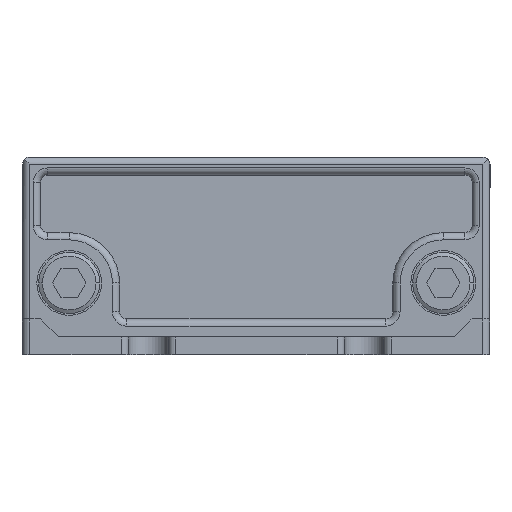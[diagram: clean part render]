
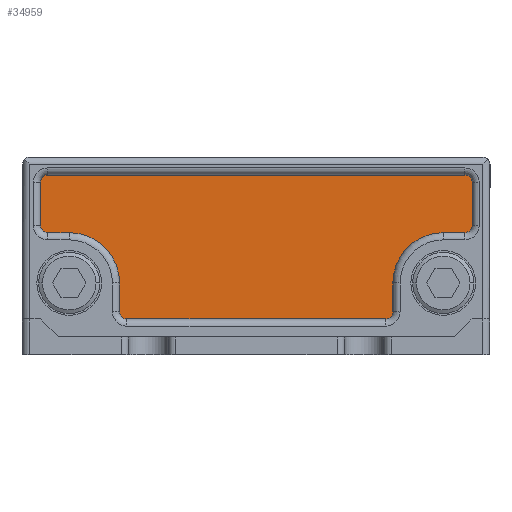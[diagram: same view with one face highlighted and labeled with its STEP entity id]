
A CAD part, left-side view. The second image highlights one B-rep face of the part: STEP entity #34959.
In plain terms, the highlighted planar face has unit normal (-1, 0, 0).
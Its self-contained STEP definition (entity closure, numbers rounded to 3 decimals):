
#34291=CARTESIAN_POINT('',(22.5,13.5,6.));
#34292=VERTEX_POINT('',#34291);
#34299=CARTESIAN_POINT('',(22.5,14.5,5.));
#34300=VERTEX_POINT('',#34299);
#34301=CARTESIAN_POINT('',(22.5,14.5,6.));
#34302=DIRECTION('',(-1.0,0.0,0.0));
#34303=DIRECTION('',(0.0,-1.0,0.0));
#34304=AXIS2_PLACEMENT_3D('',#34301,#34302,#34303);
#34305=CIRCLE('',#34304,1.0);
#34306=EDGE_CURVE('',#34300,#34292,#34305,.T.);
#34323=CARTESIAN_POINT('',(22.5,13.5,10.0));
#34324=VERTEX_POINT('',#34323);
#34331=CARTESIAN_POINT('',(22.5,13.5,10.0));
#34332=DIRECTION('',(0.0,0.0,-1.0));
#34333=VECTOR('',#34332,4.);
#34334=LINE('',#34331,#34333);
#34335=EDGE_CURVE('',#34324,#34292,#34334,.T.);
#34347=CARTESIAN_POINT('',(22.5,6.5,17.0));
#34348=VERTEX_POINT('',#34347);
#34355=CARTESIAN_POINT('',(22.5,6.5,10.0));
#34356=DIRECTION('',(-1.0,0.0,0.0));
#34357=DIRECTION('',(0.0,-1.0,0.0));
#34358=AXIS2_PLACEMENT_3D('',#34355,#34356,#34357);
#34359=CIRCLE('',#34358,7.0);
#34360=EDGE_CURVE('',#34348,#34324,#34359,.T.);
#34372=CARTESIAN_POINT('',(22.5,3.5,17.0));
#34373=VERTEX_POINT('',#34372);
#34380=CARTESIAN_POINT('',(22.5,6.5,17.0));
#34381=DIRECTION('',(0.0,-1.0,0.0));
#34382=VECTOR('',#34381,3.0);
#34383=LINE('',#34380,#34382);
#34384=EDGE_CURVE('',#34348,#34373,#34383,.T.);
#34396=CARTESIAN_POINT('',(22.5,2.5,18.0));
#34397=VERTEX_POINT('',#34396);
#34404=CARTESIAN_POINT('',(22.5,3.5,18.0));
#34405=DIRECTION('',(-1.0,0.0,0.0));
#34406=DIRECTION('',(0.0,-1.0,0.0));
#34407=AXIS2_PLACEMENT_3D('',#34404,#34405,#34406);
#34408=CIRCLE('',#34407,1.0);
#34409=EDGE_CURVE('',#34373,#34397,#34408,.T.);
#34421=CARTESIAN_POINT('',(22.5,2.5,24.));
#34422=VERTEX_POINT('',#34421);
#34429=CARTESIAN_POINT('',(22.5,2.5,24.));
#34430=DIRECTION('',(0.0,0.0,-1.0));
#34431=VECTOR('',#34430,6.0);
#34432=LINE('',#34429,#34431);
#34433=EDGE_CURVE('',#34422,#34397,#34432,.T.);
#34445=CARTESIAN_POINT('',(22.5,3.5,25.));
#34446=VERTEX_POINT('',#34445);
#34453=CARTESIAN_POINT('',(22.5,3.5,24.));
#34454=DIRECTION('',(-1.0,0.0,0.0));
#34455=DIRECTION('',(0.0,-1.0,0.0));
#34456=AXIS2_PLACEMENT_3D('',#34453,#34454,#34455);
#34457=CIRCLE('',#34456,1.0);
#34458=EDGE_CURVE('',#34422,#34446,#34457,.T.);
#34470=CARTESIAN_POINT('',(22.5,61.5,25.0));
#34471=VERTEX_POINT('',#34470);
#34478=CARTESIAN_POINT('',(22.5,61.5,25.0));
#34479=DIRECTION('',(0.0,-1.0,0.0));
#34480=VECTOR('',#34479,58.0);
#34481=LINE('',#34478,#34480);
#34482=EDGE_CURVE('',#34471,#34446,#34481,.T.);
#34754=CARTESIAN_POINT('',(22.5,50.5,5.));
#34755=VERTEX_POINT('',#34754);
#34756=CARTESIAN_POINT('',(22.5,50.5,5.));
#34757=DIRECTION('',(0.0,-1.0,0.0));
#34758=VECTOR('',#34757,36.0);
#34759=LINE('',#34756,#34758);
#34760=EDGE_CURVE('',#34755,#34300,#34759,.T.);
#34778=CARTESIAN_POINT('',(22.5,51.5,6.));
#34779=VERTEX_POINT('',#34778);
#34780=CARTESIAN_POINT('',(22.5,50.5,6.));
#34781=DIRECTION('',(-1.0,0.0,0.0));
#34782=DIRECTION('',(0.0,-1.0,0.0));
#34783=AXIS2_PLACEMENT_3D('',#34780,#34781,#34782);
#34784=CIRCLE('',#34783,1.0);
#34785=EDGE_CURVE('',#34779,#34755,#34784,.T.);
#34803=CARTESIAN_POINT('',(22.5,51.5,10.0));
#34804=VERTEX_POINT('',#34803);
#34805=CARTESIAN_POINT('',(22.5,51.5,10.0));
#34806=DIRECTION('',(0.0,0.0,-1.0));
#34807=VECTOR('',#34806,4.);
#34808=LINE('',#34805,#34807);
#34809=EDGE_CURVE('',#34804,#34779,#34808,.T.);
#34827=CARTESIAN_POINT('',(22.5,58.5,17.0));
#34828=VERTEX_POINT('',#34827);
#34829=CARTESIAN_POINT('',(22.5,58.5,10.0));
#34830=DIRECTION('',(-1.0,0.0,0.0));
#34831=DIRECTION('',(0.0,-1.0,0.0));
#34832=AXIS2_PLACEMENT_3D('',#34829,#34830,#34831);
#34833=CIRCLE('',#34832,7.0);
#34834=EDGE_CURVE('',#34804,#34828,#34833,.T.);
#34852=CARTESIAN_POINT('',(22.5,61.5,17.0));
#34853=VERTEX_POINT('',#34852);
#34854=CARTESIAN_POINT('',(22.5,58.5,17.0));
#34855=DIRECTION('',(0.0,1.0,0.0));
#34856=VECTOR('',#34855,3.0);
#34857=LINE('',#34854,#34856);
#34858=EDGE_CURVE('',#34828,#34853,#34857,.T.);
#34876=CARTESIAN_POINT('',(22.5,62.5,18.0));
#34877=VERTEX_POINT('',#34876);
#34878=CARTESIAN_POINT('',(22.5,61.5,18.0));
#34879=DIRECTION('',(-1.0,0.0,0.0));
#34880=DIRECTION('',(0.0,-1.0,0.0));
#34881=AXIS2_PLACEMENT_3D('',#34878,#34879,#34880);
#34882=CIRCLE('',#34881,1.0);
#34883=EDGE_CURVE('',#34877,#34853,#34882,.T.);
#34901=CARTESIAN_POINT('',(22.5,62.5,24.0));
#34902=VERTEX_POINT('',#34901);
#34903=CARTESIAN_POINT('',(22.5,62.5,18.0));
#34904=DIRECTION('',(0.0,0.0,1.0));
#34905=VECTOR('',#34904,6.0);
#34906=LINE('',#34903,#34905);
#34907=EDGE_CURVE('',#34877,#34902,#34906,.T.);
#34925=CARTESIAN_POINT('',(22.5,61.5,24.0));
#34926=DIRECTION('',(-1.0,0.0,0.0));
#34927=DIRECTION('',(0.0,-1.0,0.0));
#34928=AXIS2_PLACEMENT_3D('',#34925,#34926,#34927);
#34929=CIRCLE('',#34928,1.0);
#34930=EDGE_CURVE('',#34471,#34902,#34929,.T.);
#34936=CARTESIAN_POINT('',(22.5,32.5,16.594));
#34937=DIRECTION('',(-1.0,0.0,0.0));
#34938=DIRECTION('',(0.0,-1.0,0.0));
#34939=AXIS2_PLACEMENT_3D('',#34936,#34937,#34938);
#34940=PLANE('',#34939);
#34941=ORIENTED_EDGE('',*,*,#34306,.T.);
#34942=ORIENTED_EDGE('',*,*,#34335,.F.);
#34943=ORIENTED_EDGE('',*,*,#34360,.F.);
#34944=ORIENTED_EDGE('',*,*,#34384,.T.);
#34945=ORIENTED_EDGE('',*,*,#34409,.T.);
#34946=ORIENTED_EDGE('',*,*,#34433,.F.);
#34947=ORIENTED_EDGE('',*,*,#34458,.T.);
#34948=ORIENTED_EDGE('',*,*,#34482,.F.);
#34949=ORIENTED_EDGE('',*,*,#34930,.T.);
#34950=ORIENTED_EDGE('',*,*,#34907,.F.);
#34951=ORIENTED_EDGE('',*,*,#34883,.T.);
#34952=ORIENTED_EDGE('',*,*,#34858,.F.);
#34953=ORIENTED_EDGE('',*,*,#34834,.F.);
#34954=ORIENTED_EDGE('',*,*,#34809,.T.);
#34955=ORIENTED_EDGE('',*,*,#34785,.T.);
#34956=ORIENTED_EDGE('',*,*,#34760,.T.);
#34957=EDGE_LOOP('',(#34941,#34942,#34943,#34944,#34945,#34946,#34947,#34948,#34949,#34950,#34951,#34952,#34953,#34954,#34955,#34956));
#34958=FACE_OUTER_BOUND('',#34957,.T.);
#34959=ADVANCED_FACE('',(#34958),#34940,.T.);
